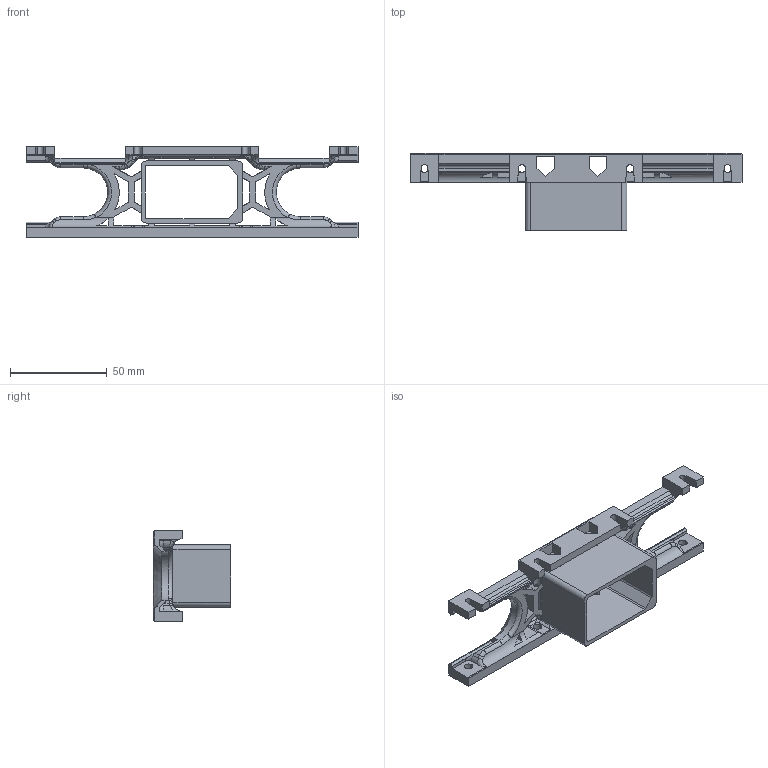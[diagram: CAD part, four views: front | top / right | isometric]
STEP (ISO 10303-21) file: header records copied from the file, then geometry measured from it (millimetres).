
FILE_DESCRIPTION (( 'STEP AP214' ), '1' );
FILE_NAME ('new_rear_skirt.STEP', '2021-08-24T06:13:06', ( '' ), ( '' ), 'SwSTEP 2.0', 'SolidWorks 2021', '' );
FILE_SCHEMA (( 'AUTOMOTIVE_DESIGN' ));
Length unit declared in the file: millimetre
Products named in the file (1): new_rear_skirt
Bounding box: 171.95 x 40 x 47 mm (x, y, z)
Volume: 45529.9 mm3; surface area: 31062.7 mm2
Topology: 1 solids, 1 shells, 477 faces, 1324 edges, 824 vertices
Faces by surface type: plane 311, cylinder 82, bspline 36, cone 32, torus 16
Entity records: 16504 total; most frequent: CARTESIAN_POINT 4650, ORIENTED_EDGE 2632, DIRECTION 2252, EDGE_CURVE 1316, VECTOR 900, LINE 900, VERTEX_POINT 824, AXIS2_PLACEMENT_3D 676
